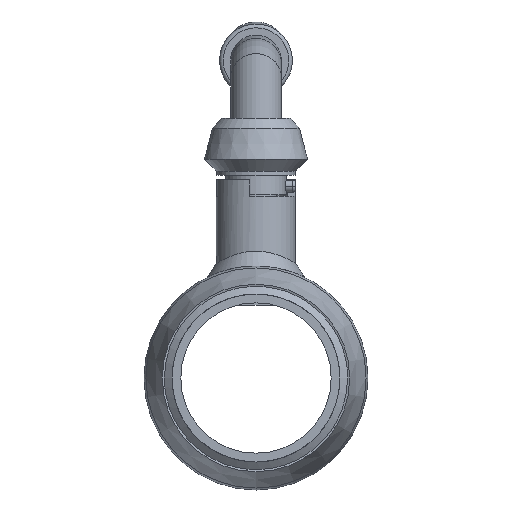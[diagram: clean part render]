
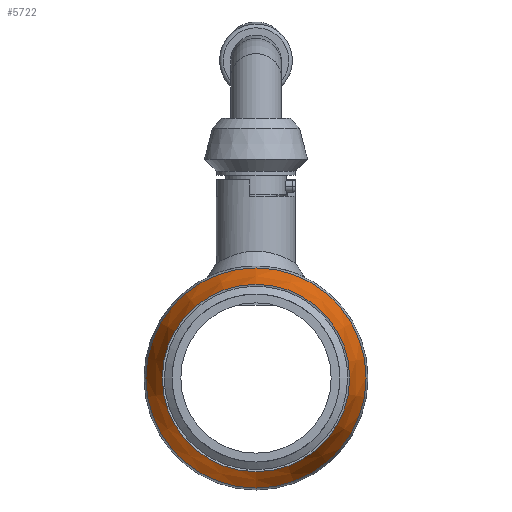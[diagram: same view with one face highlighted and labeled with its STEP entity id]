
A CAD part, front view. The second image highlights one B-rep face of the part: STEP entity #5722.
In plain terms, the highlighted conical face has half-angle 17 degrees and reference radius 31.794 mm.
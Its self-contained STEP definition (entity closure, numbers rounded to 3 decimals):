
#5672=CARTESIAN_POINT('',(0.,-60.,0.));
#5673=DIRECTION('',(0.,1.,0.));
#5674=DIRECTION('',(0.,-0.,1.));
#5675=AXIS2_PLACEMENT_3D('',#5672,#5673,#5674);
#5676=CONICAL_SURFACE('',#5675,31.794,17.);
#5677=CARTESIAN_POINT('',(0.,-41.844,37.345));
#5678=VERTEX_POINT('',#5677);
#5679=CARTESIAN_POINT('',(0.,-60.,31.794));
#5680=VERTEX_POINT('',#5679);
#5681=CARTESIAN_POINT('',(0.,-41.844,37.345));
#5682=DIRECTION('',(-0.,-0.956,-0.292));
#5683=VECTOR('',#5682,18.986);
#5684=LINE('',#5681,#5683);
#5685=EDGE_CURVE('',#5678,#5680,#5684,.T.);
#5686=ORIENTED_EDGE('',*,*,#5685,.T.);
#5687=CARTESIAN_POINT('',(-0.,-60.,-31.794));
#5688=VERTEX_POINT('',#5687);
#5689=CARTESIAN_POINT('',(0.,-60.,0.));
#5690=DIRECTION('',(0.,-1.,0.));
#5691=DIRECTION('',(0.,0.,-1.));
#5692=AXIS2_PLACEMENT_3D('',#5689,#5690,#5691);
#5693=CIRCLE('',#5692,31.794);
#5694=EDGE_CURVE('',#5688,#5680,#5693,.T.);
#5695=ORIENTED_EDGE('',*,*,#5694,.F.);
#5696=CARTESIAN_POINT('',(0.,-60.,0.));
#5697=DIRECTION('',(0.,-1.,0.));
#5698=DIRECTION('',(0.,0.,-1.));
#5699=AXIS2_PLACEMENT_3D('',#5696,#5697,#5698);
#5700=CIRCLE('',#5699,31.794);
#5701=EDGE_CURVE('',#5680,#5688,#5700,.T.);
#5702=ORIENTED_EDGE('',*,*,#5701,.F.);
#5703=ORIENTED_EDGE('',*,*,#5685,.F.);
#5704=CARTESIAN_POINT('',(-0.,-41.844,-37.345));
#5705=VERTEX_POINT('',#5704);
#5706=CARTESIAN_POINT('',(0.,-41.844,0.));
#5707=DIRECTION('',(0.,-1.,0.));
#5708=DIRECTION('',(0.,0.,-1.));
#5709=AXIS2_PLACEMENT_3D('',#5706,#5707,#5708);
#5710=CIRCLE('',#5709,37.345);
#5711=EDGE_CURVE('',#5678,#5705,#5710,.T.);
#5712=ORIENTED_EDGE('',*,*,#5711,.T.);
#5713=CARTESIAN_POINT('',(0.,-41.844,0.));
#5714=DIRECTION('',(0.,-1.,0.));
#5715=DIRECTION('',(0.,0.,-1.));
#5716=AXIS2_PLACEMENT_3D('',#5713,#5714,#5715);
#5717=CIRCLE('',#5716,37.345);
#5718=EDGE_CURVE('',#5705,#5678,#5717,.T.);
#5719=ORIENTED_EDGE('',*,*,#5718,.T.);
#5720=EDGE_LOOP('',(#5686,#5695,#5702,#5703,#5712,#5719));
#5721=FACE_BOUND('',#5720,.T.);
#5722=ADVANCED_FACE('',(#5721),#5676,.T.);
